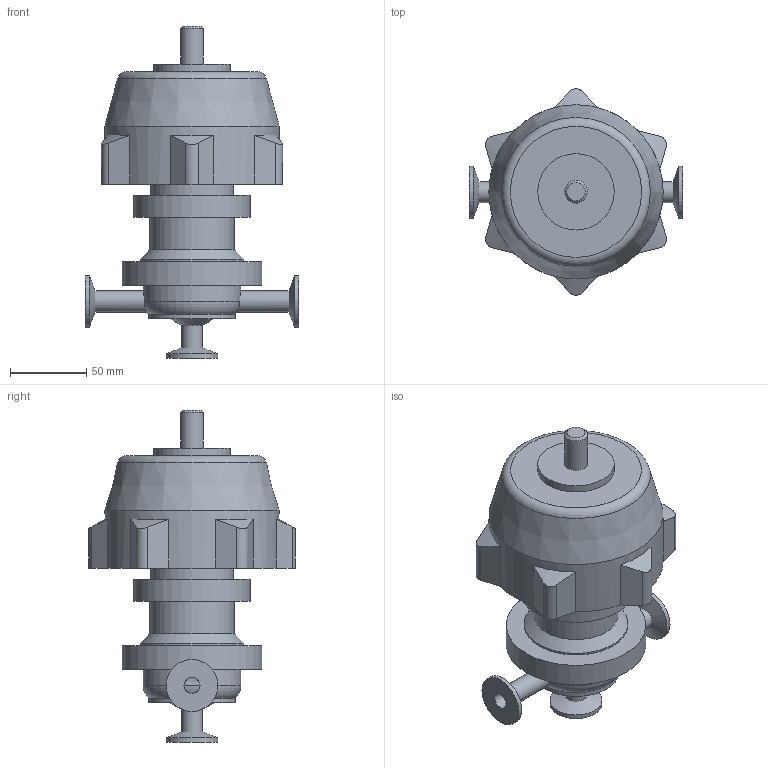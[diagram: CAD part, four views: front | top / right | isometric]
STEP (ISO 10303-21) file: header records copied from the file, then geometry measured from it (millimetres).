
FILE_DESCRIPTION(/* description */ (''),/* implementation_level */ '2;1');
FILE_NAME(/* name */ 'DAC2T_C_02.stp',/* time_stamp */ '2021-08-19T16:47:35+09:00',/* author */ ('m'),/* organization */ (''),/* preprocessor_version */ 'ST-DEVELOPER v18.1',/* originating_system */ 'Autodesk Inventor 2021',/* authorisation */ '');
FILE_SCHEMA (('AUTOMOTIVE_DESIGN { 1 0 10303 214 3 1 1 }'));
Length unit declared in the file: millimetre
Products named in the file (1): DAC2L_C_02
Bounding box: 140 x 135 x 217.25 mm (x, y, z)
Volume: 1073922.7 mm3; surface area: 93243.7 mm2
Topology: 1 solids, 1 shells, 71 faces, 158 edges, 101 vertices
Faces by surface type: cylinder 28, plane 26, cone 7, bspline 6, torus 4
Full cylindrical faces by diameter (mm): 10.5 x3, 13.8 x3, 15 x1, 34 x3, 50 x1, 54 x1, 55 x1, 56.62 x1, 61.5 x1, 64 x1, 68 x1, 76 x1, 91.5 x1, 114 x1
Entity records: 2346 total; most frequent: CARTESIAN_POINT 744, DIRECTION 323, ORIENTED_EDGE 316, EDGE_CURVE 158, AXIS2_PLACEMENT_3D 130, VERTEX_POINT 101, EDGE_LOOP 83, FACE_OUTER_BOUND 71
